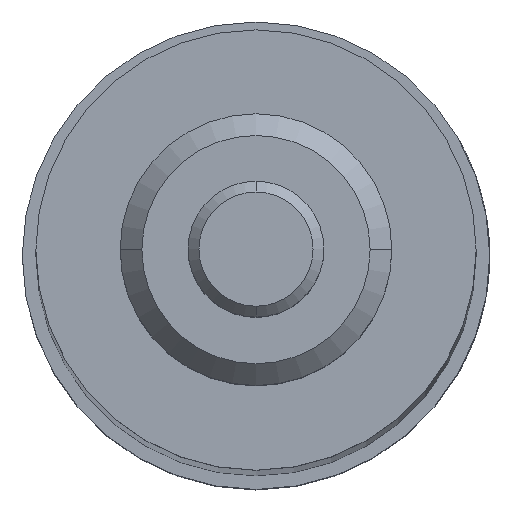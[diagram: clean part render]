
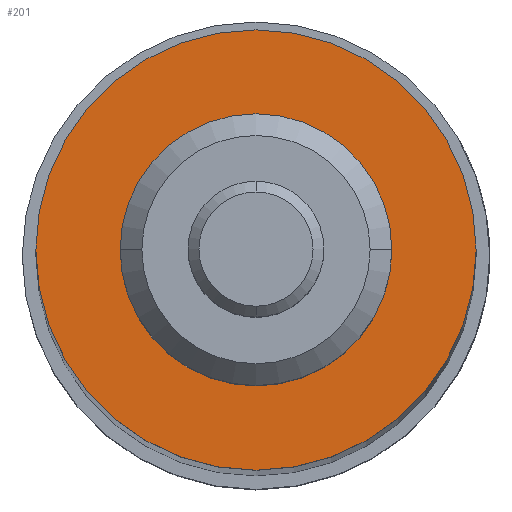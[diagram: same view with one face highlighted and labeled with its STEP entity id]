
A CAD part, top view. The second image highlights one B-rep face of the part: STEP entity #201.
In plain terms, the highlighted face is planar.
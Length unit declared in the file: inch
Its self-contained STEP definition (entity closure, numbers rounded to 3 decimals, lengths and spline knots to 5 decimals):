
#147 = DIRECTION ( 'NONE',  ( -1., 0., 0. ) ) ;
#172 = PLANE ( 'NONE',  #1065 ) ;
#201 = ADVANCED_FACE ( 'NONE', ( #1365, #2312 ), #172, .F. ) ;
#216 = CARTESIAN_POINT ( 'NONE',  ( 0.44, 0., -0.405 ) ) ;
#324 = CIRCLE ( 'NONE', #1608, 0.25 ) ;
#352 = DIRECTION ( 'NONE',  ( 0., 0., -1. ) ) ;
#365 = EDGE_LOOP ( 'NONE', ( #1034, #1927 ) ) ;
#377 = VERTEX_POINT ( 'NONE', #1140 ) ;
#381 = CIRCLE ( 'NONE', #2127, 0.405 ) ;
#654 = EDGE_CURVE ( 'NONE', #1741, #1285, #1829, .T. ) ;
#731 = AXIS2_PLACEMENT_3D ( 'NONE', #1953, #875, #2126 ) ;
#737 = CARTESIAN_POINT ( 'NONE',  ( 0.44, 0., -0.25 ) ) ;
#848 = CARTESIAN_POINT ( 'NONE',  ( 0.44, 0.405, 0. ) ) ;
#861 = CARTESIAN_POINT ( 'NONE',  ( 0.44, 0., 0. ) ) ;
#875 = DIRECTION ( 'NONE',  ( -1., 0., 0. ) ) ;
#893 = VERTEX_POINT ( 'NONE', #216 ) ;
#976 = ORIENTED_EDGE ( 'NONE', *, *, #1547, .T. ) ;
#1034 = ORIENTED_EDGE ( 'NONE', *, *, #1533, .F. ) ;
#1039 = DIRECTION ( 'NONE',  ( -1., 0., 0. ) ) ;
#1042 = DIRECTION ( 'NONE',  ( 0., 0., 1. ) ) ;
#1065 = AXIS2_PLACEMENT_3D ( 'NONE', #848, #1430, #352 ) ;
#1075 = EDGE_CURVE ( 'NONE', #377, #893, #381, .T. ) ;
#1140 = CARTESIAN_POINT ( 'NONE',  ( 0.44, 0., 0.405 ) ) ;
#1214 = CARTESIAN_POINT ( 'NONE',  ( 0.44, 0., 0. ) ) ;
#1218 = CIRCLE ( 'NONE', #1845, 0.405 ) ;
#1229 = ORIENTED_EDGE ( 'NONE', *, *, #1075, .T. ) ;
#1285 = VERTEX_POINT ( 'NONE', #1458 ) ;
#1365 = FACE_BOUND ( 'NONE', #365, .T. ) ;
#1400 = DIRECTION ( 'NONE',  ( 0., 0., 1. ) ) ;
#1430 = DIRECTION ( 'NONE',  ( 1., 0., 0. ) ) ;
#1435 = EDGE_LOOP ( 'NONE', ( #1229, #976 ) ) ;
#1458 = CARTESIAN_POINT ( 'NONE',  ( 0.44, 0., 0.25 ) ) ;
#1533 = EDGE_CURVE ( 'NONE', #1285, #1741, #324, .T. ) ;
#1547 = EDGE_CURVE ( 'NONE', #893, #377, #1218, .T. ) ;
#1608 = AXIS2_PLACEMENT_3D ( 'NONE', #1214, #147, #1400 ) ;
#1741 = VERTEX_POINT ( 'NONE', #737 ) ;
#1829 = CIRCLE ( 'NONE', #731, 0.25 ) ;
#1845 = AXIS2_PLACEMENT_3D ( 'NONE', #861, #2109, #1042 ) ;
#1927 = ORIENTED_EDGE ( 'NONE', *, *, #654, .F. ) ;
#1953 = CARTESIAN_POINT ( 'NONE',  ( 0.44, 0., 0. ) ) ;
#2104 = CARTESIAN_POINT ( 'NONE',  ( 0.44, 0., 0. ) ) ;
#2109 = DIRECTION ( 'NONE',  ( -1., 0., 0. ) ) ;
#2126 = DIRECTION ( 'NONE',  ( 0., 0., 1. ) ) ;
#2127 = AXIS2_PLACEMENT_3D ( 'NONE', #2104, #1039, #2287 ) ;
#2287 = DIRECTION ( 'NONE',  ( 0., 0., 1. ) ) ;
#2312 = FACE_OUTER_BOUND ( 'NONE', #1435, .T. ) ;
